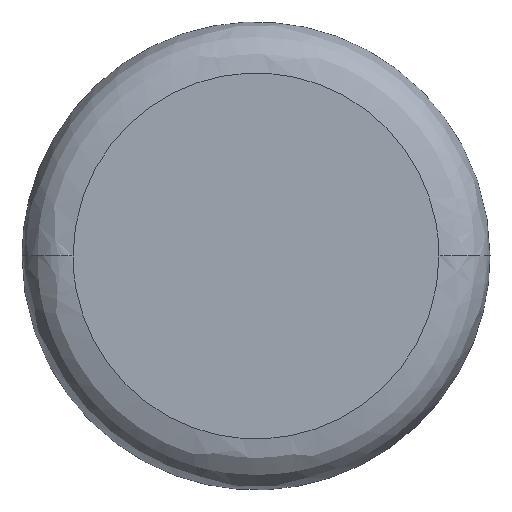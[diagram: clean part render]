
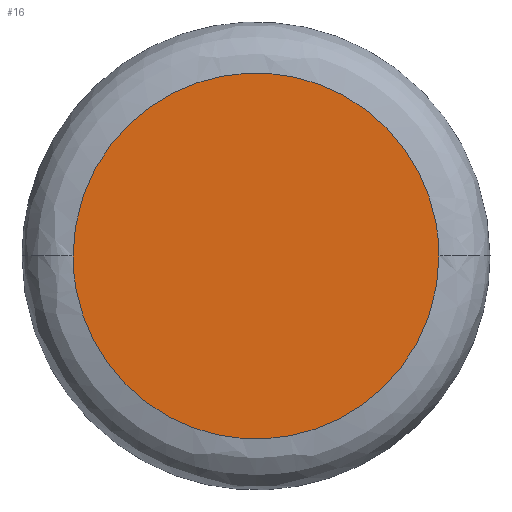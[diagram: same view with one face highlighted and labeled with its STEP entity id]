
A CAD part, front view. The second image highlights one B-rep face of the part: STEP entity #16.
In plain terms, the highlighted planar face has unit normal (0, -1, 0).
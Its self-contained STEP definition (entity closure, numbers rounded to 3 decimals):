
#16=ADVANCED_FACE('',(#22),#79,.T.);
#22=FACE_OUTER_BOUND('',#28,.T.);
#28=EDGE_LOOP('',(#37,#38));
#37=ORIENTED_EDGE('',*,*,#62,.F.);
#38=ORIENTED_EDGE('',*,*,#56,.F.);
#56=EDGE_CURVE('',#74,#78,#66,.T.);
#62=EDGE_CURVE('',#78,#74,#72,.T.);
#66=(
BOUNDED_CURVE()
B_SPLINE_CURVE(2,(#316,#317,#318,#319,#320),.UNSPECIFIED.,.F.,.F.)
B_SPLINE_CURVE_WITH_KNOTS((3,2,3),(0.,67.544,135.089),
 .UNSPECIFIED.)
CURVE()
GEOMETRIC_REPRESENTATION_ITEM()
RATIONAL_B_SPLINE_CURVE((1.,0.707,1.,0.707,1.))
REPRESENTATION_ITEM('')
);
#72=(
BOUNDED_CURVE()
B_SPLINE_CURVE(2,(#340,#341,#342,#343,#344),.UNSPECIFIED.,.F.,.F.)
B_SPLINE_CURVE_WITH_KNOTS((3,2,3),(135.089,202.633,270.177),
 .UNSPECIFIED.)
CURVE()
GEOMETRIC_REPRESENTATION_ITEM()
RATIONAL_B_SPLINE_CURVE((1.,0.707,1.,0.707,1.))
REPRESENTATION_ITEM('')
);
#74=VERTEX_POINT('',#298);
#78=VERTEX_POINT('',#302);
#79=PLANE('',#105);
#105=AXIS2_PLACEMENT_3D('',#160,#110,$);
#110=DIRECTION('',(0.,-1.,0.));
#160=CARTESIAN_POINT('',(-87.99,-13.,-34.75));
#298=CARTESIAN_POINT('',(-184.74,-13.,19.));
#302=CARTESIAN_POINT('',(-98.74,-13.,19.));
#316=CARTESIAN_POINT('',(-184.74,-13.,19.));
#317=CARTESIAN_POINT('',(-184.74,-13.,62.));
#318=CARTESIAN_POINT('',(-141.74,-13.,62.));
#319=CARTESIAN_POINT('',(-98.74,-13.,62.));
#320=CARTESIAN_POINT('',(-98.74,-13.,19.));
#340=CARTESIAN_POINT('',(-98.74,-13.,19.));
#341=CARTESIAN_POINT('',(-98.74,-13.,-24.));
#342=CARTESIAN_POINT('',(-141.74,-13.,-24.));
#343=CARTESIAN_POINT('',(-184.74,-13.,-24.));
#344=CARTESIAN_POINT('',(-184.74,-13.,19.));
